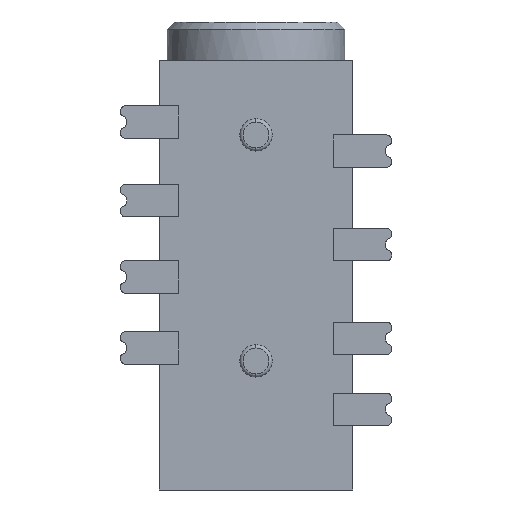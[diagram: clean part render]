
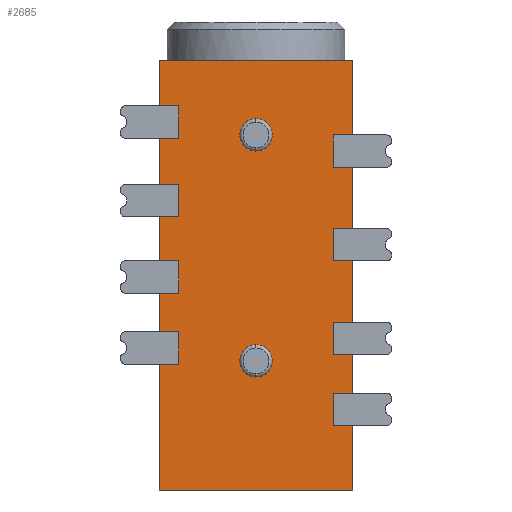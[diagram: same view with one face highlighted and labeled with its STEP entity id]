
A CAD part, front view. The second image highlights one B-rep face of the part: STEP entity #2685.
In plain terms, the highlighted planar face has unit normal (0, -1, 0).
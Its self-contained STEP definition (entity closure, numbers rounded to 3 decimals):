
#21 = VERTEX_POINT ( 'NONE', #832 ) ;
#45 = CARTESIAN_POINT ( 'NONE',  ( 0., -2.5, 4. ) ) ;
#77 = AXIS2_PLACEMENT_3D ( 'NONE', #3510, #1446, #1595 ) ;
#82 = CARTESIAN_POINT ( 'NONE',  ( 0., -2.5, 11. ) ) ;
#128 = VERTEX_POINT ( 'NONE', #2647 ) ;
#175 = CARTESIAN_POINT ( 'NONE',  ( 3., -2.5, 13.3 ) ) ;
#177 = ORIENTED_EDGE ( 'NONE', *, *, #1638, .F. ) ;
#233 = CARTESIAN_POINT ( 'NONE',  ( -3., -2.5, 0. ) ) ;
#376 = VECTOR ( 'NONE', #1300, 1000. ) ;
#423 = FACE_OUTER_BOUND ( 'NONE', #1656, .T. ) ;
#434 = CARTESIAN_POINT ( 'NONE',  ( 0., -2.5, 4.5 ) ) ;
#452 = ORIENTED_EDGE ( 'NONE', *, *, #1827, .F. ) ;
#455 = DIRECTION ( 'NONE',  ( 0., 1., 0. ) ) ;
#463 = VERTEX_POINT ( 'NONE', #434 ) ;
#497 = CARTESIAN_POINT ( 'NONE',  ( -3., -2.5, 0. ) ) ;
#544 = CARTESIAN_POINT ( 'NONE',  ( -1.146, -2.5, 13.3 ) ) ;
#578 = EDGE_CURVE ( 'NONE', #463, #21, #2348, .T. ) ;
#606 = LINE ( 'NONE', #1324, #3027 ) ;
#819 = EDGE_CURVE ( 'NONE', #2054, #2582, #984, .T. ) ;
#832 = CARTESIAN_POINT ( 'NONE',  ( 0., -2.5, 3.5 ) ) ;
#874 = LINE ( 'NONE', #1329, #3166 ) ;
#884 = EDGE_CURVE ( 'NONE', #1694, #3291, #1790, .T. ) ;
#919 = VECTOR ( 'NONE', #3893, 1000. ) ;
#921 = DIRECTION ( 'NONE',  ( 0., 0., -1. ) ) ;
#984 = CIRCLE ( 'NONE', #2050, 0.5 ) ;
#1014 = EDGE_CURVE ( 'NONE', #2472, #2526, #1209, .T. ) ;
#1043 = DIRECTION ( 'NONE',  ( 0., 0., -1. ) ) ;
#1093 = VERTEX_POINT ( 'NONE', #497 ) ;
#1161 = FACE_BOUND ( 'NONE', #2687, .T. ) ;
#1163 = DIRECTION ( 'NONE',  ( 0., -1., 0. ) ) ;
#1189 = DIRECTION ( 'NONE',  ( 0., -1., 0. ) ) ;
#1209 = LINE ( 'NONE', #1819, #376 ) ;
#1259 = LINE ( 'NONE', #233, #1956 ) ;
#1274 = PLANE ( 'NONE',  #2106 ) ;
#1300 = DIRECTION ( 'NONE',  ( 1., 0., 0. ) ) ;
#1324 = CARTESIAN_POINT ( 'NONE',  ( 3., -2.5, 13.3 ) ) ;
#1329 = CARTESIAN_POINT ( 'NONE',  ( -3., -2.5, 13.3 ) ) ;
#1356 = ORIENTED_EDGE ( 'NONE', *, *, #3880, .F. ) ;
#1384 = CARTESIAN_POINT ( 'NONE',  ( -3., -2.5, 13.3 ) ) ;
#1406 = ORIENTED_EDGE ( 'NONE', *, *, #884, .F. ) ;
#1446 = DIRECTION ( 'NONE',  ( 0., -1., 0. ) ) ;
#1464 = DIRECTION ( 'NONE',  ( 1., 0., 0. ) ) ;
#1505 = ORIENTED_EDGE ( 'NONE', *, *, #578, .F. ) ;
#1557 = ORIENTED_EDGE ( 'NONE', *, *, #2018, .F. ) ;
#1595 = DIRECTION ( 'NONE',  ( 0., 0., 1. ) ) ;
#1604 = VECTOR ( 'NONE', #1464, 1000. ) ;
#1638 = EDGE_CURVE ( 'NONE', #21, #463, #3084, .T. ) ;
#1656 = EDGE_LOOP ( 'NONE', ( #2091, #1356, #1406, #452, #3076, #2421 ) ) ;
#1686 = CARTESIAN_POINT ( 'NONE',  ( 0., -2.5, 10.5 ) ) ;
#1694 = VERTEX_POINT ( 'NONE', #1968 ) ;
#1790 = LINE ( 'NONE', #3320, #1604 ) ;
#1796 = DIRECTION ( 'NONE',  ( 1., 0., 0. ) ) ;
#1815 = LINE ( 'NONE', #2657, #919 ) ;
#1819 = CARTESIAN_POINT ( 'NONE',  ( -3., -2.5, 13.3 ) ) ;
#1827 = EDGE_CURVE ( 'NONE', #2526, #1694, #1815, .T. ) ;
#1847 = AXIS2_PLACEMENT_3D ( 'NONE', #2988, #1163, #2387 ) ;
#1956 = VECTOR ( 'NONE', #1796, 1000. ) ;
#1968 = CARTESIAN_POINT ( 'NONE',  ( 1.146, -2.5, 13.3 ) ) ;
#2015 = EDGE_CURVE ( 'NONE', #1093, #128, #1259, .T. ) ;
#2018 = EDGE_CURVE ( 'NONE', #2582, #2054, #2766, .T. ) ;
#2050 = AXIS2_PLACEMENT_3D ( 'NONE', #82, #1189, #3077 ) ;
#2054 = VERTEX_POINT ( 'NONE', #1686 ) ;
#2091 = ORIENTED_EDGE ( 'NONE', *, *, #2015, .T. ) ;
#2106 = AXIS2_PLACEMENT_3D ( 'NONE', #1384, #455, #3326 ) ;
#2259 = ORIENTED_EDGE ( 'NONE', *, *, #819, .F. ) ;
#2339 = DIRECTION ( 'NONE',  ( 0., 0., 1. ) ) ;
#2348 = CIRCLE ( 'NONE', #77, 0.5 ) ;
#2387 = DIRECTION ( 'NONE',  ( 0., 0., 1. ) ) ;
#2421 = ORIENTED_EDGE ( 'NONE', *, *, #2741, .T. ) ;
#2472 = VERTEX_POINT ( 'NONE', #3553 ) ;
#2526 = VERTEX_POINT ( 'NONE', #544 ) ;
#2580 = CARTESIAN_POINT ( 'NONE',  ( 0., -2.5, 11.5 ) ) ;
#2582 = VERTEX_POINT ( 'NONE', #2580 ) ;
#2647 = CARTESIAN_POINT ( 'NONE',  ( 3., -2.5, 0. ) ) ;
#2657 = CARTESIAN_POINT ( 'NONE',  ( -3., -2.5, 13.3 ) ) ;
#2663 = FACE_BOUND ( 'NONE', #3642, .T. ) ;
#2685 = ADVANCED_FACE ( 'NONE', ( #1161, #2663, #423 ), #1274, .F. ) ;
#2687 = EDGE_LOOP ( 'NONE', ( #1505, #177 ) ) ;
#2741 = EDGE_CURVE ( 'NONE', #2472, #1093, #874, .T. ) ;
#2766 = CIRCLE ( 'NONE', #1847, 0.5 ) ;
#2988 = CARTESIAN_POINT ( 'NONE',  ( 0., -2.5, 11. ) ) ;
#3027 = VECTOR ( 'NONE', #921, 1000. ) ;
#3076 = ORIENTED_EDGE ( 'NONE', *, *, #1014, .F. ) ;
#3077 = DIRECTION ( 'NONE',  ( 0., 0., 1. ) ) ;
#3084 = CIRCLE ( 'NONE', #3804, 0.5 ) ;
#3166 = VECTOR ( 'NONE', #1043, 1000. ) ;
#3291 = VERTEX_POINT ( 'NONE', #175 ) ;
#3320 = CARTESIAN_POINT ( 'NONE',  ( -3., -2.5, 13.3 ) ) ;
#3326 = DIRECTION ( 'NONE',  ( 0., 0., 1. ) ) ;
#3510 = CARTESIAN_POINT ( 'NONE',  ( 0., -2.5, 4. ) ) ;
#3553 = CARTESIAN_POINT ( 'NONE',  ( -3., -2.5, 13.3 ) ) ;
#3642 = EDGE_LOOP ( 'NONE', ( #1557, #2259 ) ) ;
#3804 = AXIS2_PLACEMENT_3D ( 'NONE', #45, #3908, #2339 ) ;
#3880 = EDGE_CURVE ( 'NONE', #3291, #128, #606, .T. ) ;
#3893 = DIRECTION ( 'NONE',  ( 1., 0., 0. ) ) ;
#3908 = DIRECTION ( 'NONE',  ( 0., -1., 0. ) ) ;
